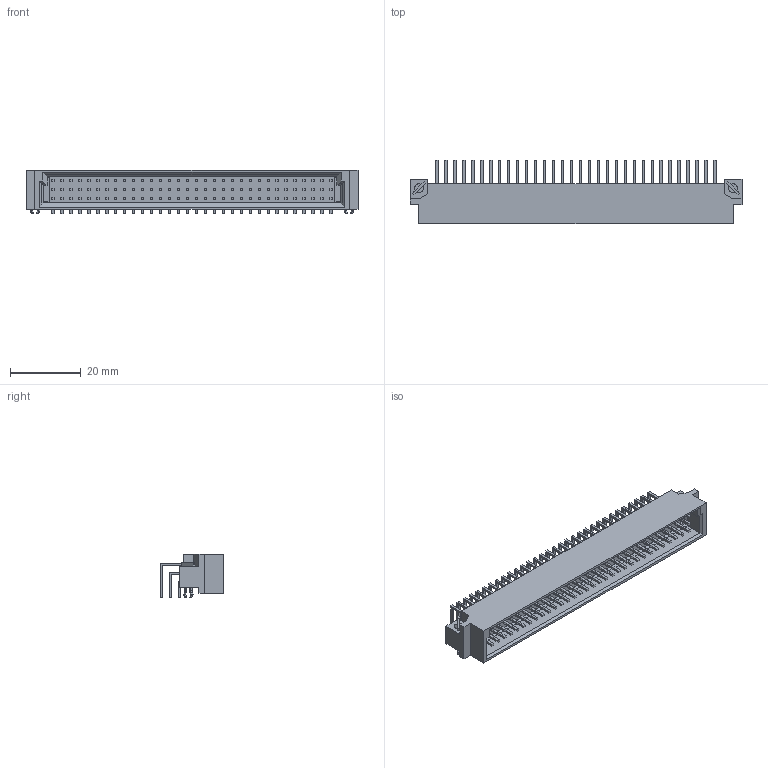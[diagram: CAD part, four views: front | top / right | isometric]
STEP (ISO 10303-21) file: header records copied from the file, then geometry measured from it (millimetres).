
FILE_DESCRIPTION((''),'2;1');
FILE_NAME('850030567','2008-02-15T',('pnb'),(''),'PRO/ENGINEER BY PARAMETRIC TECHNOLOGY CORPORATION, 2003451','PRO/ENGINEER BY PARAMETRIC TECHNOLOGY CORPORATION, 2003451','');
FILE_SCHEMA(('CONFIG_CONTROL_DESIGN'));
Length unit declared in the file: millimetre
Products named in the file (1): 850030567
Bounding box: 94 x 18.09 x 12.4 mm (x, y, z)
Volume: 6694.5 mm3; surface area: 9631 mm2
Topology: 1 solids, 1 shells, 1277 faces, 3406 edges, 2330 vertices
Faces by surface type: plane 1237, cone 20, cylinder 12, torus 8
Entity records: 39021 total; most frequent: CARTESIAN_POINT 7031, ORIENTED_EDGE 6412, DIRECTION 6160, EDGE_CURVE 3206, VECTOR 3098, LINE 3098, VERTEX_POINT 2126, AXIS2_PLACEMENT_3D 1531
